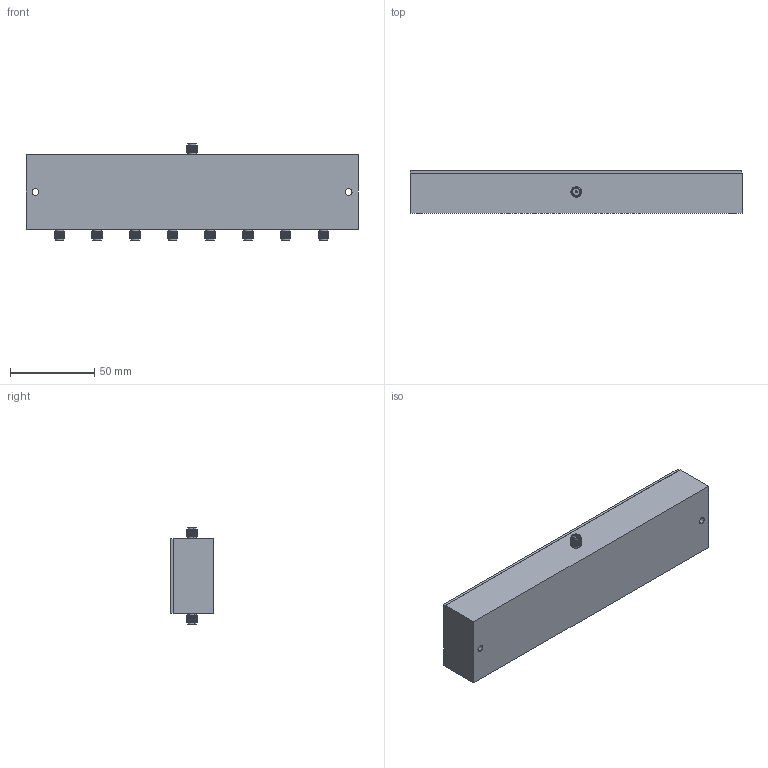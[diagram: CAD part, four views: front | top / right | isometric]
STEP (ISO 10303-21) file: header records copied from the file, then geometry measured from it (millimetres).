
FILE_DESCRIPTION (( 'STEP AP214' ), '1' );
FILE_NAME ('DL 806F_F.STEP', '2022-08-01T12:16:15', ( '' ), ( '' ), 'SwSTEP 2.0', 'SolidWorks 2021', '' );
FILE_SCHEMA (( 'AUTOMOTIVE_DESIGN' ));
Length unit declared in the file: inch
Products named in the file (1): DL 806F_F
Bounding box: 196.85 x 25.4 x 57.25 mm (x, y, z)
Volume: 139159 mm3; surface area: 58405.4 mm2
Topology: 29 solids, 29 shells, 1389 faces, 3357 edges, 2070 vertices
Faces by surface type: cylinder 688, plane 335, cone 324, bspline 42
Entity records: 54116 total; most frequent: CARTESIAN_POINT 9705, DIRECTION 7561, ORIENTED_EDGE 6714, EDGE_CURVE 3357, AXIS2_PLACEMENT_3D 2958, VERTEX_POINT 2070, VECTOR 1645, LINE 1645
